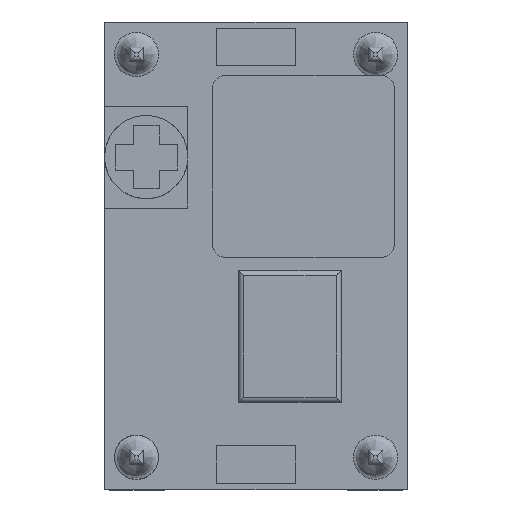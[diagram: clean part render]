
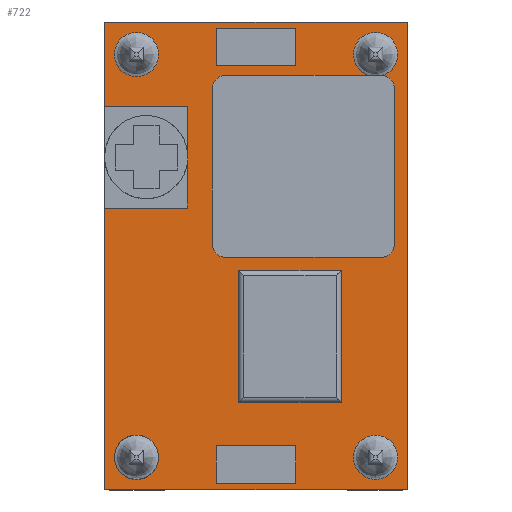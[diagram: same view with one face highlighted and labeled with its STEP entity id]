
A CAD part, top view. The second image highlights one B-rep face of the part: STEP entity #722.
In plain terms, the highlighted planar face has unit normal (0, 0, 1).
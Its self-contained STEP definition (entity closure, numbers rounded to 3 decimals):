
#550 = VERTEX_POINT('',#551);
#551 = CARTESIAN_POINT('',(-10.42,9.585,4.14));
#552 = VERTEX_POINT('',#553);
#553 = CARTESIAN_POINT('',(-10.42,13.505,4.14));
#581 = EDGE_CURVE('',#552,#582,#584,.T.);
#582 = VERTEX_POINT('',#583);
#583 = CARTESIAN_POINT('',(-7.22,13.505,4.14));
#584 = LINE('',#585,#586);
#585 = CARTESIAN_POINT('',(-7.551,13.505,4.14));
#586 = VECTOR('',#587,1.);
#587 = DIRECTION('',(1.,0.,0.));
#605 = EDGE_CURVE('',#582,#606,#608,.T.);
#606 = VERTEX_POINT('',#607);
#607 = CARTESIAN_POINT('',(-7.22,9.585,4.14));
#608 = LINE('',#609,#610);
#609 = CARTESIAN_POINT('',(-7.22,12.499,4.14));
#610 = VECTOR('',#611,1.);
#611 = DIRECTION('',(0.,-1.,0.));
#630 = EDGE_CURVE('',#550,#606,#631,.T.);
#631 = LINE('',#632,#633);
#632 = CARTESIAN_POINT('',(-7.551,9.585,4.14));
#633 = VECTOR('',#634,1.);
#634 = DIRECTION('',(1.,0.,0.));
#658 = VERTEX_POINT('',#659);
#659 = CARTESIAN_POINT('',(-10.42,-1.255,4.14));
#665 = EDGE_CURVE('',#658,#550,#666,.T.);
#666 = LINE('',#667,#668);
#667 = CARTESIAN_POINT('',(-10.42,-7.042,4.14));
#668 = VECTOR('',#669,1.);
#669 = DIRECTION('',(0.,1.,0.));
#672 = EDGE_CURVE('',#552,#673,#675,.T.);
#673 = VERTEX_POINT('',#674);
#674 = CARTESIAN_POINT('',(-10.42,16.745,4.14));
#675 = LINE('',#676,#677);
#676 = CARTESIAN_POINT('',(-10.42,-7.042,4.14));
#677 = VECTOR('',#678,1.);
#678 = DIRECTION('',(0.,1.,0.));
#722 = ADVANCED_FACE('',(#723,#752,#763,#797,#831,#865,#876,#946,#957),
  #968,.T.);
#723 = FACE_BOUND('',#724,.T.);
#724 = EDGE_LOOP('',(#725,#733,#741,#747,#748,#749,#750,#751));
#725 = ORIENTED_EDGE('',*,*,#726,.F.);
#726 = EDGE_CURVE('',#727,#658,#729,.T.);
#727 = VERTEX_POINT('',#728);
#728 = CARTESIAN_POINT('',(1.23,-1.255,4.14));
#729 = LINE('',#730,#731);
#730 = CARTESIAN_POINT('',(-14.156,-1.255,4.14));
#731 = VECTOR('',#732,1.);
#732 = DIRECTION('',(-1.,0.,0.));
#733 = ORIENTED_EDGE('',*,*,#734,.T.);
#734 = EDGE_CURVE('',#727,#735,#737,.T.);
#735 = VERTEX_POINT('',#736);
#736 = CARTESIAN_POINT('',(1.23,16.745,4.14));
#737 = LINE('',#738,#739);
#738 = CARTESIAN_POINT('',(1.23,-7.042,4.14));
#739 = VECTOR('',#740,1.);
#740 = DIRECTION('',(0.,1.,0.));
#741 = ORIENTED_EDGE('',*,*,#742,.T.);
#742 = EDGE_CURVE('',#735,#673,#743,.T.);
#743 = LINE('',#744,#745);
#744 = CARTESIAN_POINT('',(-4.595,16.745,4.14));
#745 = VECTOR('',#746,1.);
#746 = DIRECTION('',(-1.,0.,0.));
#747 = ORIENTED_EDGE('',*,*,#672,.F.);
#748 = ORIENTED_EDGE('',*,*,#581,.T.);
#749 = ORIENTED_EDGE('',*,*,#605,.T.);
#750 = ORIENTED_EDGE('',*,*,#630,.F.);
#751 = ORIENTED_EDGE('',*,*,#665,.F.);
#752 = FACE_BOUND('',#753,.T.);
#753 = EDGE_LOOP('',(#754));
#754 = ORIENTED_EDGE('',*,*,#755,.F.);
#755 = EDGE_CURVE('',#756,#756,#758,.T.);
#756 = VERTEX_POINT('',#757);
#757 = CARTESIAN_POINT('',(-0.542,-0.062,4.14));
#758 = CIRCLE('',#759,0.55);
#759 = AXIS2_PLACEMENT_3D('',#760,#761,#762);
#760 = CARTESIAN_POINT('',(0.005,-0.005,4.14
    ));
#761 = DIRECTION('',(0.,0.,1.));
#762 = DIRECTION('',(-0.995,-0.103,0.));
#763 = FACE_BOUND('',#764,.T.);
#764 = EDGE_LOOP('',(#765,#775,#783,#791));
#765 = ORIENTED_EDGE('',*,*,#766,.F.);
#766 = EDGE_CURVE('',#767,#769,#771,.T.);
#767 = VERTEX_POINT('',#768);
#768 = CARTESIAN_POINT('',(-3.06,-1.005,4.14));
#769 = VERTEX_POINT('',#770);
#770 = CARTESIAN_POINT('',(-3.06,0.435,4.14));
#771 = LINE('',#772,#773);
#772 = CARTESIAN_POINT('',(-3.06,-0.443,4.14));
#773 = VECTOR('',#774,1.);
#774 = DIRECTION('',(0.,1.,0.));
#775 = ORIENTED_EDGE('',*,*,#776,.T.);
#776 = EDGE_CURVE('',#767,#777,#779,.T.);
#777 = VERTEX_POINT('',#778);
#778 = CARTESIAN_POINT('',(-6.13,-1.005,4.14));
#779 = LINE('',#780,#781);
#780 = CARTESIAN_POINT('',(-4.595,-1.005,4.14));
#781 = VECTOR('',#782,1.);
#782 = DIRECTION('',(-1.,0.,0.));
#783 = ORIENTED_EDGE('',*,*,#784,.T.);
#784 = EDGE_CURVE('',#777,#785,#787,.T.);
#785 = VERTEX_POINT('',#786);
#786 = CARTESIAN_POINT('',(-6.13,0.435,4.14));
#787 = LINE('',#788,#789);
#788 = CARTESIAN_POINT('',(-6.13,-0.443,4.14));
#789 = VECTOR('',#790,1.);
#790 = DIRECTION('',(0.,1.,0.));
#791 = ORIENTED_EDGE('',*,*,#792,.F.);
#792 = EDGE_CURVE('',#769,#785,#793,.T.);
#793 = LINE('',#794,#795);
#794 = CARTESIAN_POINT('',(-4.595,0.435,4.14));
#795 = VECTOR('',#796,1.);
#796 = DIRECTION('',(-1.,0.,0.));
#797 = FACE_BOUND('',#798,.T.);
#798 = EDGE_LOOP('',(#799,#809,#817,#825));
#799 = ORIENTED_EDGE('',*,*,#800,.F.);
#800 = EDGE_CURVE('',#801,#803,#805,.T.);
#801 = VERTEX_POINT('',#802);
#802 = CARTESIAN_POINT('',(-1.31,2.105,4.14));
#803 = VERTEX_POINT('',#804);
#804 = CARTESIAN_POINT('',(-1.31,7.185,4.14));
#805 = LINE('',#806,#807);
#806 = CARTESIAN_POINT('',(-1.31,5.551,4.14));
#807 = VECTOR('',#808,1.);
#808 = DIRECTION('',(0.,1.,0.));
#809 = ORIENTED_EDGE('',*,*,#810,.T.);
#810 = EDGE_CURVE('',#801,#811,#813,.T.);
#811 = VERTEX_POINT('',#812);
#812 = CARTESIAN_POINT('',(-5.27,2.105,4.14));
#813 = LINE('',#814,#815);
#814 = CARTESIAN_POINT('',(-2.288,2.105,4.14));
#815 = VECTOR('',#816,1.);
#816 = DIRECTION('',(-1.,0.,0.));
#817 = ORIENTED_EDGE('',*,*,#818,.T.);
#818 = EDGE_CURVE('',#811,#819,#821,.T.);
#819 = VERTEX_POINT('',#820);
#820 = CARTESIAN_POINT('',(-5.27,7.185,4.14));
#821 = LINE('',#822,#823);
#822 = CARTESIAN_POINT('',(-5.27,5.551,4.14));
#823 = VECTOR('',#824,1.);
#824 = DIRECTION('',(0.,1.,0.));
#825 = ORIENTED_EDGE('',*,*,#826,.F.);
#826 = EDGE_CURVE('',#803,#819,#827,.T.);
#827 = LINE('',#828,#829);
#828 = CARTESIAN_POINT('',(-2.288,7.185,4.14));
#829 = VECTOR('',#830,1.);
#830 = DIRECTION('',(-1.,0.,0.));
#831 = FACE_BOUND('',#832,.T.);
#832 = EDGE_LOOP('',(#833,#843,#851,#859));
#833 = ORIENTED_EDGE('',*,*,#834,.T.);
#834 = EDGE_CURVE('',#835,#837,#839,.T.);
#835 = VERTEX_POINT('',#836);
#836 = CARTESIAN_POINT('',(-3.06,16.495,4.14));
#837 = VERTEX_POINT('',#838);
#838 = CARTESIAN_POINT('',(-3.06,15.055,4.14));
#839 = LINE('',#840,#841);
#840 = CARTESIAN_POINT('',(-3.06,15.933,4.14));
#841 = VECTOR('',#842,1.);
#842 = DIRECTION('',(0.,-1.,0.));
#843 = ORIENTED_EDGE('',*,*,#844,.T.);
#844 = EDGE_CURVE('',#837,#845,#847,.T.);
#845 = VERTEX_POINT('',#846);
#846 = CARTESIAN_POINT('',(-6.13,15.055,4.14));
#847 = LINE('',#848,#849);
#848 = CARTESIAN_POINT('',(-4.595,15.055,4.14));
#849 = VECTOR('',#850,1.);
#850 = DIRECTION('',(-1.,0.,0.));
#851 = ORIENTED_EDGE('',*,*,#852,.F.);
#852 = EDGE_CURVE('',#853,#845,#855,.T.);
#853 = VERTEX_POINT('',#854);
#854 = CARTESIAN_POINT('',(-6.13,16.495,4.14));
#855 = LINE('',#856,#857);
#856 = CARTESIAN_POINT('',(-6.13,15.933,4.14));
#857 = VECTOR('',#858,1.);
#858 = DIRECTION('',(0.,-1.,0.));
#859 = ORIENTED_EDGE('',*,*,#860,.F.);
#860 = EDGE_CURVE('',#835,#853,#861,.T.);
#861 = LINE('',#862,#863);
#862 = CARTESIAN_POINT('',(-4.595,16.495,4.14));
#863 = VECTOR('',#864,1.);
#864 = DIRECTION('',(-1.,0.,0.));
#865 = FACE_BOUND('',#866,.T.);
#866 = EDGE_LOOP('',(#867));
#867 = ORIENTED_EDGE('',*,*,#868,.T.);
#868 = EDGE_CURVE('',#869,#869,#871,.T.);
#869 = VERTEX_POINT('',#870);
#870 = CARTESIAN_POINT('',(-0.542,15.552,4.14));
#871 = CIRCLE('',#872,0.55);
#872 = AXIS2_PLACEMENT_3D('',#873,#874,#875);
#873 = CARTESIAN_POINT('',(0.005,15.495,4.14));
#874 = DIRECTION('',(0.,0.,-1.));
#875 = DIRECTION('',(-0.995,0.103,0.));
#876 = FACE_BOUND('',#877,.T.);
#877 = EDGE_LOOP('',(#878,#889,#897,#906,#914,#923,#931,#940));
#878 = ORIENTED_EDGE('',*,*,#879,.F.);
#879 = EDGE_CURVE('',#880,#882,#884,.T.);
#880 = VERTEX_POINT('',#881);
#881 = CARTESIAN_POINT('',(0.23,7.685,4.14));
#882 = VERTEX_POINT('',#883);
#883 = CARTESIAN_POINT('',(0.73,8.185,4.14));
#884 = CIRCLE('',#885,0.5);
#885 = AXIS2_PLACEMENT_3D('',#886,#887,#888);
#886 = CARTESIAN_POINT('',(0.23,8.185,4.14));
#887 = DIRECTION('',(0.,0.,1.));
#888 = DIRECTION('',(-1.,0.,0.));
#889 = ORIENTED_EDGE('',*,*,#890,.F.);
#890 = EDGE_CURVE('',#891,#880,#893,.T.);
#891 = VERTEX_POINT('',#892);
#892 = CARTESIAN_POINT('',(-5.77,7.685,4.14));
#893 = LINE('',#894,#895);
#894 = CARTESIAN_POINT('',(-1.264,7.685,4.14));
#895 = VECTOR('',#896,1.);
#896 = DIRECTION('',(1.,0.,0.));
#897 = ORIENTED_EDGE('',*,*,#898,.F.);
#898 = EDGE_CURVE('',#899,#891,#901,.T.);
#899 = VERTEX_POINT('',#900);
#900 = CARTESIAN_POINT('',(-6.27,8.185,4.14));
#901 = CIRCLE('',#902,0.5);
#902 = AXIS2_PLACEMENT_3D('',#903,#904,#905);
#903 = CARTESIAN_POINT('',(-5.77,8.185,4.14));
#904 = DIRECTION('',(0.,0.,1.));
#905 = DIRECTION('',(-1.,0.,0.));
#906 = ORIENTED_EDGE('',*,*,#907,.F.);
#907 = EDGE_CURVE('',#908,#899,#910,.T.);
#908 = VERTEX_POINT('',#909);
#909 = CARTESIAN_POINT('',(-6.27,14.185,4.14));
#910 = LINE('',#911,#912);
#911 = CARTESIAN_POINT('',(-6.27,11.375,4.14));
#912 = VECTOR('',#913,1.);
#913 = DIRECTION('',(0.,-1.,0.));
#914 = ORIENTED_EDGE('',*,*,#915,.F.);
#915 = EDGE_CURVE('',#916,#908,#918,.T.);
#916 = VERTEX_POINT('',#917);
#917 = CARTESIAN_POINT('',(-5.77,14.685,4.14));
#918 = CIRCLE('',#919,0.5);
#919 = AXIS2_PLACEMENT_3D('',#920,#921,#922);
#920 = CARTESIAN_POINT('',(-5.77,14.185,4.14));
#921 = DIRECTION('',(0.,0.,1.));
#922 = DIRECTION('',(-1.,0.,0.));
#923 = ORIENTED_EDGE('',*,*,#924,.T.);
#924 = EDGE_CURVE('',#916,#925,#927,.T.);
#925 = VERTEX_POINT('',#926);
#926 = CARTESIAN_POINT('',(0.23,14.685,4.14));
#927 = LINE('',#928,#929);
#928 = CARTESIAN_POINT('',(-1.264,14.685,4.14));
#929 = VECTOR('',#930,1.);
#930 = DIRECTION('',(1.,0.,0.));
#931 = ORIENTED_EDGE('',*,*,#932,.F.);
#932 = EDGE_CURVE('',#933,#925,#935,.T.);
#933 = VERTEX_POINT('',#934);
#934 = CARTESIAN_POINT('',(0.73,14.185,4.14));
#935 = CIRCLE('',#936,0.5);
#936 = AXIS2_PLACEMENT_3D('',#937,#938,#939);
#937 = CARTESIAN_POINT('',(0.23,14.185,4.14));
#938 = DIRECTION('',(0.,0.,1.));
#939 = DIRECTION('',(-1.,0.,0.));
#940 = ORIENTED_EDGE('',*,*,#941,.T.);
#941 = EDGE_CURVE('',#933,#882,#942,.T.);
#942 = LINE('',#943,#944);
#943 = CARTESIAN_POINT('',(0.73,11.375,4.14));
#944 = VECTOR('',#945,1.);
#945 = DIRECTION('',(0.,-1.,0.));
#946 = FACE_BOUND('',#947,.T.);
#947 = EDGE_LOOP('',(#948));
#948 = ORIENTED_EDGE('',*,*,#949,.F.);
#949 = EDGE_CURVE('',#950,#950,#952,.T.);
#950 = VERTEX_POINT('',#951);
#951 = CARTESIAN_POINT('',(-10.045,-0.005,4.14));
#952 = CIRCLE('',#953,0.85);
#953 = AXIS2_PLACEMENT_3D('',#954,#955,#956);
#954 = CARTESIAN_POINT('',(-9.195,-0.005,4.14));
#955 = DIRECTION('',(0.,0.,1.));
#956 = DIRECTION('',(-1.,0.,0.));
#957 = FACE_BOUND('',#958,.T.);
#958 = EDGE_LOOP('',(#959));
#959 = ORIENTED_EDGE('',*,*,#960,.T.);
#960 = EDGE_CURVE('',#961,#961,#963,.T.);
#961 = VERTEX_POINT('',#962);
#962 = CARTESIAN_POINT('',(-9.742,15.552,4.14));
#963 = CIRCLE('',#964,0.55);
#964 = AXIS2_PLACEMENT_3D('',#965,#966,#967);
#965 = CARTESIAN_POINT('',(-9.195,15.495,4.14));
#966 = DIRECTION('',(0.,0.,-1.));
#967 = DIRECTION('',(-0.995,0.103,0.));
#968 = PLANE('',#969);
#969 = AXIS2_PLACEMENT_3D('',#970,#971,#972);
#970 = CARTESIAN_POINT('',(-4.595,7.745,4.14));
#971 = DIRECTION('',(0.,0.,1.));
#972 = DIRECTION('',(-1.,0.,0.));
